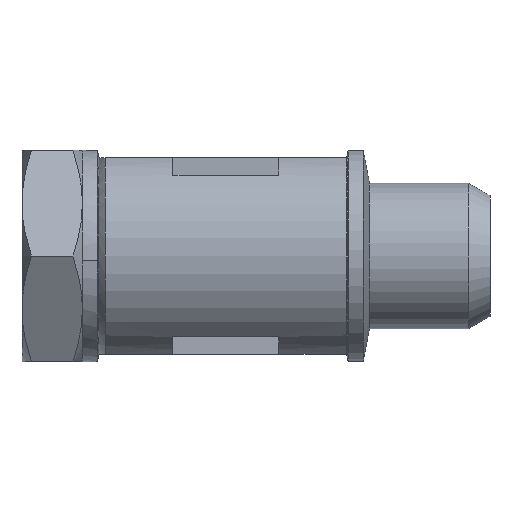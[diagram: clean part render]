
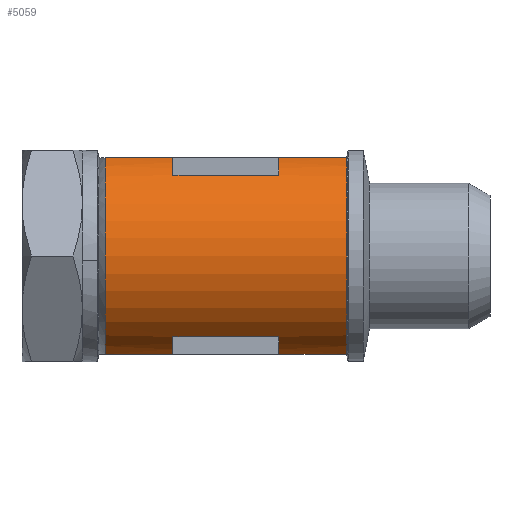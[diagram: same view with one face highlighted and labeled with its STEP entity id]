
A CAD part, left-side view. The second image highlights one B-rep face of the part: STEP entity #5059.
In plain terms, the highlighted cylindrical face has radius 7 mm (diameter 14 mm), a partial arc.
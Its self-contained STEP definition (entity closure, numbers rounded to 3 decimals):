
#332 = ORIENTED_EDGE ( 'NONE', *, *, #5615, .F. ) ;
#333 = ORIENTED_EDGE ( 'NONE', *, *, #5644, .F. ) ;
#334 = ORIENTED_EDGE ( 'NONE', *, *, #5645, .F. ) ;
#335 = ORIENTED_EDGE ( 'NONE', *, *, #5646, .F. ) ;
#336 = ORIENTED_EDGE ( 'NONE', *, *, #5647, .F. ) ;
#337 = ORIENTED_EDGE ( 'NONE', *, *, #5648, .F. ) ;
#338 = ORIENTED_EDGE ( 'NONE', *, *, #5619, .T. ) ;
#339 = ORIENTED_EDGE ( 'NONE', *, *, #5649, .T. ) ;
#340 = ORIENTED_EDGE ( 'NONE', *, *, #5650, .F. ) ;
#341 = ORIENTED_EDGE ( 'NONE', *, *, #5651, .F. ) ;
#342 = ORIENTED_EDGE ( 'NONE', *, *, #5652, .F. ) ;
#343 = ORIENTED_EDGE ( 'NONE', *, *, #5653, .T. ) ;
#640 = VERTEX_POINT ( 'NONE', #1654 ) ;
#668 = VERTEX_POINT ( 'NONE', #1808 ) ;
#678 = VERTEX_POINT ( 'NONE', #1802 ) ;
#682 = VERTEX_POINT ( 'NONE', #1799 ) ;
#705 = VERTEX_POINT ( 'NONE', #1785 ) ;
#707 = VERTEX_POINT ( 'NONE', #1784 ) ;
#717 = VERTEX_POINT ( 'NONE', #1778 ) ;
#959 = VERTEX_POINT ( 'NONE', #1777 ) ;
#960 = VERTEX_POINT ( 'NONE', #1775 ) ;
#961 = VERTEX_POINT ( 'NONE', #1774 ) ;
#962 = VERTEX_POINT ( 'NONE', #1773 ) ;
#964 = VERTEX_POINT ( 'NONE', #1771 ) ;
#1101 = EDGE_LOOP ( 'NONE', ( #332, #333, #334, #335, #336, #337, #338, #339, #340, #341, #342, #343 ) ) ;
#1317 = AXIS2_PLACEMENT_3D ( 'NONE', #3093, #3094, #3095 ) ;
#1319 = AXIS2_PLACEMENT_3D ( 'NONE', #3107, #3108, #3109 ) ;
#1328 = AXIS2_PLACEMENT_3D ( 'NONE', #3196, #3197, #3198 ) ;
#1329 = AXIS2_PLACEMENT_3D ( 'NONE', #3202, #3203, #3204 ) ;
#1330 = AXIS2_PLACEMENT_3D ( 'NONE', #3208, #3209, #3210 ) ;
#1331 = AXIS2_PLACEMENT_3D ( 'NONE', #3215, #3216, #3217 ) ;
#1437 = AXIS2_PLACEMENT_3D ( 'NONE', #4274, #4263, #4282 ) ;
#1654 = CARTESIAN_POINT ( 'NONE',  ( -2.598, -8., 6.5 ) ) ;
#1771 = CARTESIAN_POINT ( 'NONE',  ( -4.5, 3.5, -5.362 ) ) ;
#1773 = CARTESIAN_POINT ( 'NONE',  ( -2.598, -3.5, -6.5 ) ) ;
#1774 = CARTESIAN_POINT ( 'NONE',  ( -4.5, -3.5, -5.362 ) ) ;
#1775 = CARTESIAN_POINT ( 'NONE',  ( -4.5, 3.5, 5.362 ) ) ;
#1777 = CARTESIAN_POINT ( 'NONE',  ( -2.598, -3.5, 6.5 ) ) ;
#1778 = CARTESIAN_POINT ( 'NONE',  ( -4.5, -3.5, 5.362 ) ) ;
#1784 = CARTESIAN_POINT ( 'NONE',  ( -2.598, 3.5, 6.5 ) ) ;
#1785 = CARTESIAN_POINT ( 'NONE',  ( -2.598, 3.5, -6.5 ) ) ;
#1799 = CARTESIAN_POINT ( 'NONE',  ( -2.598, 8., -6.5 ) ) ;
#1802 = CARTESIAN_POINT ( 'NONE',  ( -2.598, -8., -6.5 ) ) ;
#1808 = CARTESIAN_POINT ( 'NONE',  ( -2.598, 8., 6.5 ) ) ;
#3093 = CARTESIAN_POINT ( 'NONE',  ( 0., -8., 0. ) ) ;
#3094 = DIRECTION ( 'NONE',  ( 0., -1., 0. ) ) ;
#3095 = DIRECTION ( 'NONE',  ( 0., 0., -1. ) ) ;
#3107 = CARTESIAN_POINT ( 'NONE',  ( 0., 8., 0. ) ) ;
#3108 = DIRECTION ( 'NONE',  ( 0., -1., 0. ) ) ;
#3109 = DIRECTION ( 'NONE',  ( 0., 0., -1. ) ) ;
#3176 = CARTESIAN_POINT ( 'NONE',  ( -2.598, -9.5, 6.5 ) ) ;
#3177 = DIRECTION ( 'NONE',  ( 0., -1., 0. ) ) ;
#3191 = DIRECTION ( 'NONE',  ( 0., -1., 0. ) ) ;
#3195 = CARTESIAN_POINT ( 'NONE',  ( -4.5, -9.5, 5.362 ) ) ;
#3196 = CARTESIAN_POINT ( 'NONE',  ( 0., -3.5, 0. ) ) ;
#3197 = DIRECTION ( 'NONE',  ( 0., 1., 0. ) ) ;
#3198 = DIRECTION ( 'NONE',  ( 0., 0., 1. ) ) ;
#3199 = DIRECTION ( 'NONE',  ( 0., -1., 0. ) ) ;
#3200 = DIRECTION ( 'NONE',  ( 0., 1., 0. ) ) ;
#3201 = CARTESIAN_POINT ( 'NONE',  ( -2.598, -9.5, 6.5 ) ) ;
#3202 = CARTESIAN_POINT ( 'NONE',  ( 0., 3.5, 0. ) ) ;
#3203 = DIRECTION ( 'NONE',  ( 0., -1., 0. ) ) ;
#3204 = DIRECTION ( 'NONE',  ( 1., 0., 0. ) ) ;
#3205 = CARTESIAN_POINT ( 'NONE',  ( -2.598, -9.5, -6.5 ) ) ;
#3206 = DIRECTION ( 'NONE',  ( 0., -1., 0. ) ) ;
#3207 = CARTESIAN_POINT ( 'NONE',  ( -4.5, -9.5, -5.362 ) ) ;
#3208 = CARTESIAN_POINT ( 'NONE',  ( 0., 3.5, 0. ) ) ;
#3209 = DIRECTION ( 'NONE',  ( 0., -1., 0. ) ) ;
#3210 = DIRECTION ( 'NONE',  ( 1., 0., 0. ) ) ;
#3211 = DIRECTION ( 'NONE',  ( 0., -1., 0. ) ) ;
#3214 = CARTESIAN_POINT ( 'NONE',  ( -2.598, -9.5, -6.5 ) ) ;
#3215 = CARTESIAN_POINT ( 'NONE',  ( 0., -3.5, 0. ) ) ;
#3216 = DIRECTION ( 'NONE',  ( 0., 1., 0. ) ) ;
#3217 = DIRECTION ( 'NONE',  ( 0., 0., 1. ) ) ;
#3324 = FACE_OUTER_BOUND ( 'NONE', #1101, .T. ) ;
#3332 = CYLINDRICAL_SURFACE ( 'NONE', #1437, 7. ) ;
#4263 = DIRECTION ( 'NONE',  ( 0., -1., 0. ) ) ;
#4274 = CARTESIAN_POINT ( 'NONE',  ( 0., -9.5, 0. ) ) ;
#4282 = DIRECTION ( 'NONE',  ( 0., 0., -1. ) ) ;
#5059 = ADVANCED_FACE ( 'NONE', ( #3324 ), #3332, .T. ) ;
#5224 = CIRCLE ( 'NONE', #1317, 7. ) ;
#5243 = CIRCLE ( 'NONE', #1319, 7. ) ;
#5266 = LINE ( 'NONE', #3195, #5287 ) ;
#5282 = LINE ( 'NONE', #3176, #5284 ) ;
#5283 = CIRCLE ( 'NONE', #1328, 7. ) ;
#5284 = VECTOR ( 'NONE', #3177, 1000. ) ;
#5285 = CIRCLE ( 'NONE', #1329, 7. ) ;
#5286 = LINE ( 'NONE', #3201, #5290 ) ;
#5287 = VECTOR ( 'NONE', #3191, 1000. ) ;
#5288 = LINE ( 'NONE', #3207, #5295 ) ;
#5289 = LINE ( 'NONE', #3205, #5292 ) ;
#5290 = VECTOR ( 'NONE', #3199, 1000. ) ;
#5291 = CIRCLE ( 'NONE', #1330, 7. ) ;
#5292 = VECTOR ( 'NONE', #3206, 1000. ) ;
#5293 = CIRCLE ( 'NONE', #1331, 7. ) ;
#5294 = LINE ( 'NONE', #3214, #5298 ) ;
#5295 = VECTOR ( 'NONE', #3200, 1000. ) ;
#5298 = VECTOR ( 'NONE', #3211, 1000. ) ;
#5615 = EDGE_CURVE ( 'NONE', #640, #678, #5224, .T. ) ;
#5619 = EDGE_CURVE ( 'NONE', #668, #682, #5243, .T. ) ;
#5644 = EDGE_CURVE ( 'NONE', #959, #640, #5282, .T. ) ;
#5645 = EDGE_CURVE ( 'NONE', #717, #959, #5283, .T. ) ;
#5646 = EDGE_CURVE ( 'NONE', #960, #717, #5266, .T. ) ;
#5647 = EDGE_CURVE ( 'NONE', #707, #960, #5285, .T. ) ;
#5648 = EDGE_CURVE ( 'NONE', #668, #707, #5286, .T. ) ;
#5649 = EDGE_CURVE ( 'NONE', #682, #705, #5289, .T. ) ;
#5650 = EDGE_CURVE ( 'NONE', #964, #705, #5291, .T. ) ;
#5651 = EDGE_CURVE ( 'NONE', #961, #964, #5288, .T. ) ;
#5652 = EDGE_CURVE ( 'NONE', #962, #961, #5293, .T. ) ;
#5653 = EDGE_CURVE ( 'NONE', #962, #678, #5294, .T. ) ;
